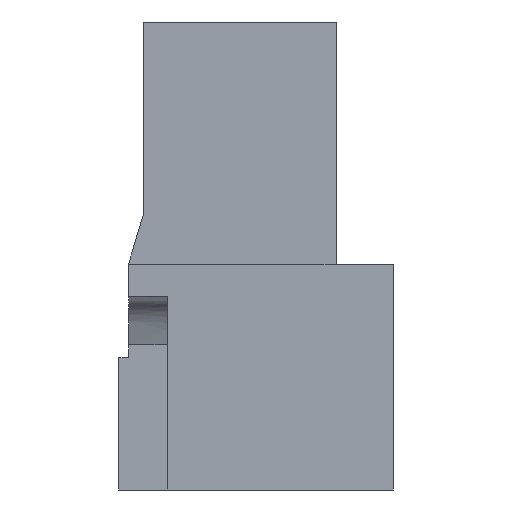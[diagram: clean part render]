
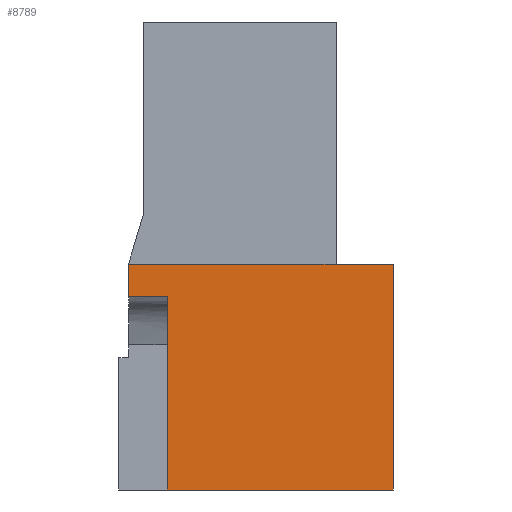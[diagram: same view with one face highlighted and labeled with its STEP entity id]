
A CAD part, left-side view. The second image highlights one B-rep face of the part: STEP entity #8789.
In plain terms, the highlighted planar face has unit normal (-1, 0, 0).
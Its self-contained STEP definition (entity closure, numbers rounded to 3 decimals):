
#1146 = CARTESIAN_POINT ( 'NONE',  ( -31.5, 0., 0. ) ) ;
#1206 = DIRECTION ( 'NONE',  ( 0., 0., 1. ) ) ;
#1207 = VECTOR ( 'NONE', #1206, 1000. ) ;
#1208 = CARTESIAN_POINT ( 'NONE',  ( -31.5, 0., -7. ) ) ;
#1209 = LINE ( 'NONE', #1208, #1207 ) ;
#1234 = CARTESIAN_POINT ( 'NONE',  ( -31.5, 7., -7. ) ) ;
#1266 = CARTESIAN_POINT ( 'NONE',  ( -31.5, 0., -7. ) ) ;
#1414 = DIRECTION ( 'NONE',  ( 0., -1., 0. ) ) ;
#1415 = VECTOR ( 'NONE', #1414, 1000. ) ;
#1416 = CARTESIAN_POINT ( 'NONE',  ( -31.5, 8.5, -7. ) ) ;
#1417 = LINE ( 'NONE', #1416, #1415 ) ;
#1441 = DIRECTION ( 'NONE',  ( 0., -1., 0. ) ) ;
#1442 = VECTOR ( 'NONE', #1441, 1000. ) ;
#1443 = CARTESIAN_POINT ( 'NONE',  ( -31.5, 8.5, 0. ) ) ;
#1444 = LINE ( 'NONE', #1443, #1442 ) ;
#1476 = CARTESIAN_POINT ( 'NONE',  ( -31.5, 8.2, -1. ) ) ;
#1647 = DIRECTION ( 'NONE',  ( 0., 0., 1. ) ) ;
#1648 = VECTOR ( 'NONE', #1647, 1000. ) ;
#1649 = CARTESIAN_POINT ( 'NONE',  ( -31.5, 8.2, -2.9 ) ) ;
#1650 = LINE ( 'NONE', #1649, #1648 ) ;
#1664 = CARTESIAN_POINT ( 'NONE',  ( -31.5, 8.2, 0. ) ) ;
#1852 = DIRECTION ( 'NONE',  ( 0., 0., -1. ) ) ;
#1853 = DIRECTION ( 'NONE',  ( 1., 0., 0. ) ) ;
#1854 = CARTESIAN_POINT ( 'NONE',  ( -31.5, 8.5, -7. ) ) ;
#1856 = AXIS2_PLACEMENT_3D ( 'NONE', #1854, #1853, #1852 ) ;
#1857 = PLANE ( 'NONE',  #1856 ) ;
#1858 = FACE_OUTER_BOUND ( 'NONE', #8817, .T. ) ;
#1929 = DIRECTION ( 'NONE',  ( 0., 1., 0. ) ) ;
#1930 = VECTOR ( 'NONE', #1929, 1000. ) ;
#1931 = CARTESIAN_POINT ( 'NONE',  ( -31.5, 7., -1. ) ) ;
#1932 = LINE ( 'NONE', #1931, #1930 ) ;
#1933 = DIRECTION ( 'NONE',  ( 0., 0., 1. ) ) ;
#1934 = VECTOR ( 'NONE', #1933, 1000. ) ;
#1935 = CARTESIAN_POINT ( 'NONE',  ( -31.5, 7., -7. ) ) ;
#1936 = LINE ( 'NONE', #1935, #1934 ) ;
#1937 = CARTESIAN_POINT ( 'NONE',  ( -31.5, 7., -1. ) ) ;
#8124 = VERTEX_POINT ( 'NONE', #1146 ) ;
#8126 = EDGE_CURVE ( 'NONE', #8172, #8124, #1209, .T. ) ;
#8151 = VERTEX_POINT ( 'NONE', #1234 ) ;
#8172 = VERTEX_POINT ( 'NONE', #1266 ) ;
#8275 = EDGE_CURVE ( 'NONE', #8151, #8172, #1417, .T. ) ;
#8553 = EDGE_CURVE ( 'NONE', #8671, #8124, #1444, .T. ) ;
#8570 = VERTEX_POINT ( 'NONE', #1476 ) ;
#8571 = ORIENTED_EDGE ( 'NONE', *, *, #8553, .F. ) ;
#8671 = VERTEX_POINT ( 'NONE', #1664 ) ;
#8679 = EDGE_CURVE ( 'NONE', #8570, #8671, #1650, .T. ) ;
#8789 = ADVANCED_FACE ( 'NONE', ( #1858 ), #1857, .F. ) ;
#8811 = ORIENTED_EDGE ( 'NONE', *, *, #8275, .T. ) ;
#8812 = ORIENTED_EDGE ( 'NONE', *, *, #8126, .T. ) ;
#8814 = VERTEX_POINT ( 'NONE', #1937 ) ;
#8815 = ORIENTED_EDGE ( 'NONE', *, *, #8816, .F. ) ;
#8816 = EDGE_CURVE ( 'NONE', #8151, #8814, #1936, .T. ) ;
#8817 = EDGE_LOOP ( 'NONE', ( #8818, #8819, #8815, #8811, #8812, #8571 ) ) ;
#8818 = ORIENTED_EDGE ( 'NONE', *, *, #8679, .F. ) ;
#8819 = ORIENTED_EDGE ( 'NONE', *, *, #8820, .F. ) ;
#8820 = EDGE_CURVE ( 'NONE', #8814, #8570, #1932, .T. ) ;
